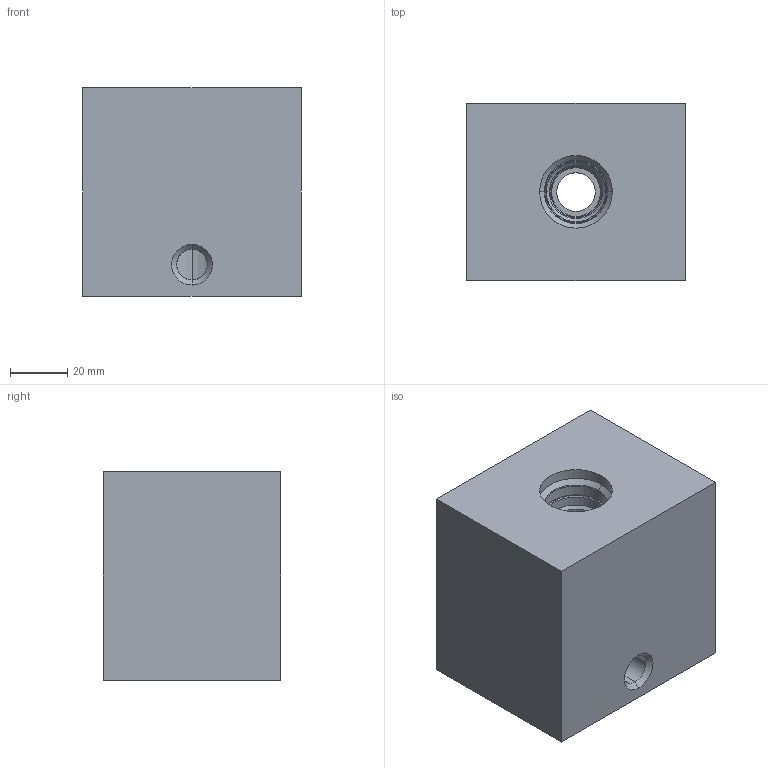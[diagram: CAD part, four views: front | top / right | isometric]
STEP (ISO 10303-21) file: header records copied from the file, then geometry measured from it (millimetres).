
FILE_DESCRIPTION((''),'2;1');
FILE_NAME('FAP_ASM','2024-11-14T',('ProEService'),(''),'PRO/ENGINEER BY PARAMETRIC TECHNOLOGY CORPORATION, 2014200','PRO/ENGINEER BY PARAMETRIC TECHNOLOGY CORPORATION, 2014200','');
FILE_SCHEMA(('CONFIG_CONTROL_DESIGN'));
Length unit declared in the file: inch
Products named in the file (2): 152-279-001; FAP_ASM
Assembly tree (1 placements, depth 2):
  FAP_ASM
    152-279-001
Bounding box: 76.2 x 61.93 x 73.03 mm (x, y, z)
Volume: 288263.6 mm3; surface area: 42743.8 mm2
Topology: 1 solids, 1 shells, 117 faces, 456 edges, 418 vertices
Faces by surface type: cone 58, cylinder 47, plane 8, torus 4
Entity records: 4986 total; most frequent: CARTESIAN_POINT 1284, DIRECTION 802, ORIENTED_EDGE 566, EDGE_CURVE 283, VECTOR 276, LINE 276, AXIS2_PLACEMENT_3D 263, VERTEX_POINT 174
